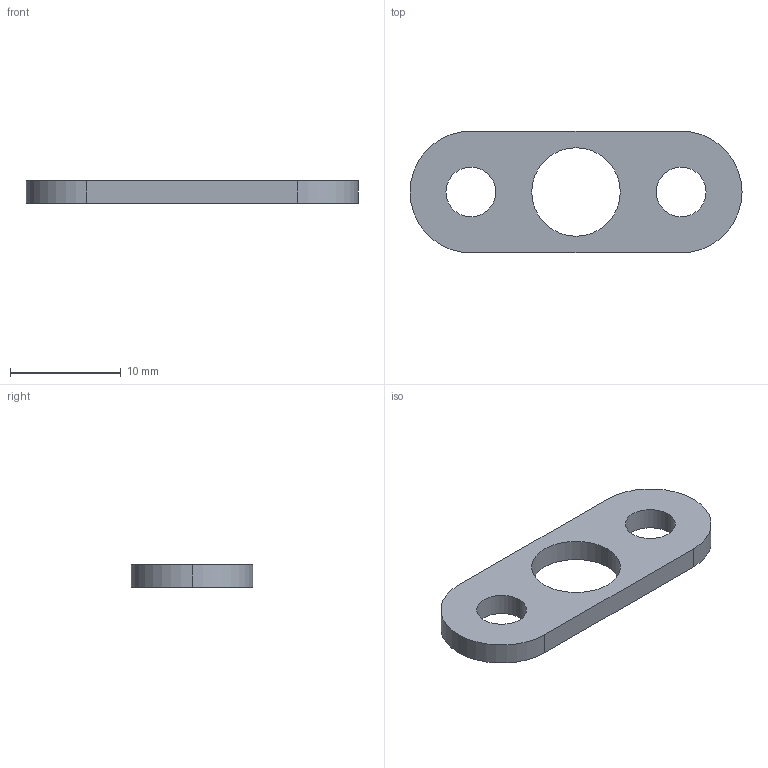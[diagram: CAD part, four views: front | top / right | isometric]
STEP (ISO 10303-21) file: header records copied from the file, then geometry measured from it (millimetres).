
FILE_DESCRIPTION (( 'STEP AP214' ), '1' );
FILE_NAME ('VarmeElementPlade.STEP', '2021-11-22T13:16:22', ( '' ), ( '' ), 'SwSTEP 2.0', 'SolidWorks 2020', '' );
FILE_SCHEMA (( 'AUTOMOTIVE_DESIGN' ));
Length unit declared in the file: millimetre
Products named in the file (1): VarmeElementPlade
Bounding box: 30 x 11 x 2 mm (x, y, z)
Volume: 443.9 mm3; surface area: 695.8 mm2
Topology: 1 solids, 1 shells, 13 faces, 33 edges, 22 vertices
Faces by surface type: cylinder 9, plane 4
Entity records: 451 total; most frequent: DIRECTION 79, CARTESIAN_POINT 69, ORIENTED_EDGE 66, EDGE_CURVE 33, AXIS2_PLACEMENT_3D 32, VERTEX_POINT 22, EDGE_LOOP 19, CIRCLE 18
